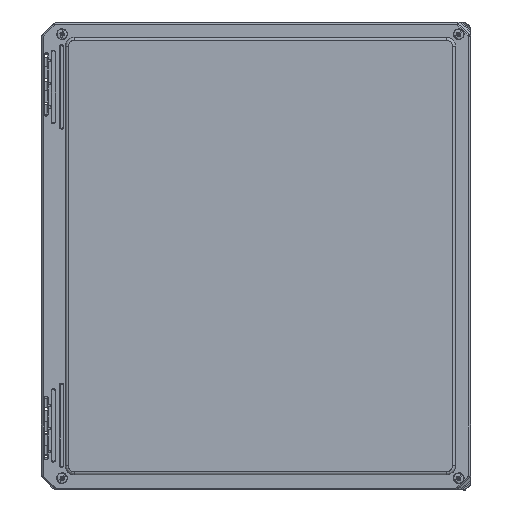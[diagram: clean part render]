
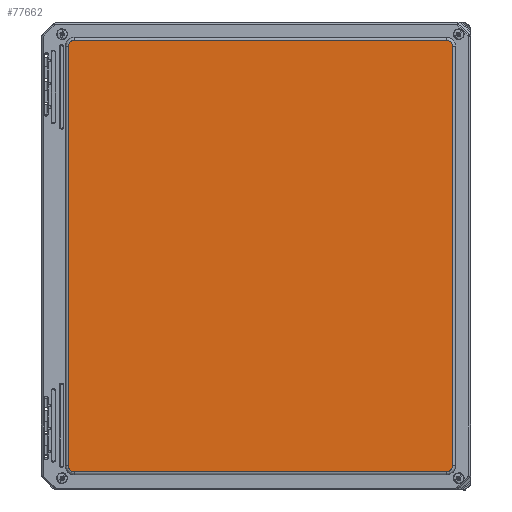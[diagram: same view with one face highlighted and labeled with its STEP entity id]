
A CAD part, top view. The second image highlights one B-rep face of the part: STEP entity #77662.
In plain terms, the highlighted planar face has unit normal (0, 0, 1).
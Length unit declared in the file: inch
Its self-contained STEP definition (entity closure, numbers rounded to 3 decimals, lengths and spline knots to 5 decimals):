
#2424 = LINE ( 'NONE', #51662, #64198 ) ;
#3797 = CARTESIAN_POINT ( 'NONE',  ( 7.87034, -9.13755, 10.34138 ) ) ;
#4099 = ORIENTED_EDGE ( 'NONE', *, *, #71101, .F. ) ;
#4113 = CARTESIAN_POINT ( 'NONE',  ( -0.0005, 9.10405, 10.34138 ) ) ;
#8160 = CARTESIAN_POINT ( 'NONE',  ( 7.88904, -9.13755, 10.34138 ) ) ;
#8527 = B_SPLINE_CURVE_WITH_KNOTS ( 'NONE', 3,
 ( #98274, #27931, #119383, #99127, #38524, #48751, #58942 ),
 .UNSPECIFIED., .F., .F.,
 ( 4, 1, 1, 1, 4 ),
 ( 0., 0.28571, 0.57143, 0.85714, 1. ),
 .UNSPECIFIED. ) ;
#8605 = CARTESIAN_POINT ( 'NONE',  ( 8.03151, -9.08971, 10.34138 ) ) ;
#9913 = CARTESIAN_POINT ( 'NONE',  ( 8.1203, -8.88759, 10.34138 ) ) ;
#16048 = CARTESIAN_POINT ( 'NONE',  ( -8.1213, -8.88759, 10.34138 ) ) ;
#17467 = CARTESIAN_POINT ( 'NONE',  ( 8.1203, -8.92498, 10.34138 ) ) ;
#17811 = CARTESIAN_POINT ( 'NONE',  ( -8.1213, -8.88759, 10.34138 ) ) ;
#20007 = LINE ( 'NONE', #4113, #56489 ) ;
#20556 = EDGE_CURVE ( 'NONE', #101235, #103187, #2424, .T. ) ;
#21928 = DIRECTION ( 'NONE',  ( 0., 0., -1. ) ) ;
#23980 = ORIENTED_EDGE ( 'NONE', *, *, #109029, .F. ) ;
#24183 = CARTESIAN_POINT ( 'NONE',  ( -7.87134, 9.10405, 10.34138 ) ) ;
#25766 = CARTESIAN_POINT ( 'NONE',  ( -8.1213, -8.92498, 10.34138 ) ) ;
#26159 = CARTESIAN_POINT ( 'NONE',  ( -7.87134, -9.13755, 10.34138 ) ) ;
#27698 = VERTEX_POINT ( 'NONE', #3797 ) ;
#27931 = CARTESIAN_POINT ( 'NONE',  ( -8.1213, 8.89149, 10.34138 ) ) ;
#28339 = CARTESIAN_POINT ( 'NONE',  ( -0.0005, -9.13755, 10.34138 ) ) ;
#28956 = ORIENTED_EDGE ( 'NONE', *, *, #20556, .F. ) ;
#29204 = DIRECTION ( 'NONE',  ( -1., 0., 0. ) ) ;
#31318 = CARTESIAN_POINT ( 'NONE',  ( 8.10324, 8.96627, 10.34138 ) ) ;
#34908 = FACE_OUTER_BOUND ( 'NONE', #61212, .T. ) ;
#35499 = CARTESIAN_POINT ( 'NONE',  ( -7.87134, -9.13755, 10.34138 ) ) ;
#37452 = EDGE_CURVE ( 'NONE', #52245, #94709, #20007, .T. ) ;
#38524 = CARTESIAN_POINT ( 'NONE',  ( -7.94614, 9.09779, 10.34138 ) ) ;
#40546 = CARTESIAN_POINT ( 'NONE',  ( -0.0005, -0.01675, 10.34138 ) ) ;
#41106 = CARTESIAN_POINT ( 'NONE',  ( 8.1203, 8.85409, 10.34138 ) ) ;
#41349 = DIRECTION ( 'NONE',  ( 0., 1., 0. ) ) ;
#42790 = LINE ( 'NONE', #28339, #72875 ) ;
#43134 = B_SPLINE_CURVE_WITH_KNOTS ( 'NONE', 3,
 ( #35499, #126539, #127409, #56765, #47005, #77079, #25766, #16048 ),
 .UNSPECIFIED., .F., .F.,
 ( 4, 1, 1, 1, 1, 4 ),
 ( 0., 0.14286, 0.28571, 0.42857, 0.71429, 1. ),
 .UNSPECIFIED. ) ;
#47005 = CARTESIAN_POINT ( 'NONE',  ( -8.04446, -9.07469, 10.34138 ) ) ;
#48751 = CARTESIAN_POINT ( 'NONE',  ( -7.89004, 9.10405, 10.34138 ) ) ;
#49384 = ORIENTED_EDGE ( 'NONE', *, *, #37452, .F. ) ;
#51662 = CARTESIAN_POINT ( 'NONE',  ( 8.1203, -0.01675, 10.34138 ) ) ;
#52245 = VERTEX_POINT ( 'NONE', #24183 ) ;
#53460 = VERTEX_POINT ( 'NONE', #125575 ) ;
#56489 = VECTOR ( 'NONE', #86293, 39.37008 ) ;
#56765 = CARTESIAN_POINT ( 'NONE',  ( -7.9807, -9.11469, 10.34138 ) ) ;
#58942 = CARTESIAN_POINT ( 'NONE',  ( -7.87134, 9.10405, 10.34138 ) ) ;
#60069 = AXIS2_PLACEMENT_3D ( 'NONE', #40546, #21928, #111625 ) ;
#60569 = DIRECTION ( 'NONE',  ( 0., -1., 0. ) ) ;
#60622 = CARTESIAN_POINT ( 'NONE',  ( 7.87034, 9.10405, 10.34138 ) ) ;
#61212 = EDGE_LOOP ( 'NONE', ( #73949, #23980, #82423, #93495, #64032, #28956, #4099, #49384 ) ) ;
#62214 = B_SPLINE_CURVE_WITH_KNOTS ( 'NONE', 3,
 ( #60622, #102044, #100750, #101600, #121524, #31318, #90572, #41106 ),
 .UNSPECIFIED., .F., .F.,
 ( 4, 1, 1, 1, 1, 4 ),
 ( 0., 0.14286, 0.28571, 0.42857, 0.71429, 1. ),
 .UNSPECIFIED. ) ;
#64032 = ORIENTED_EDGE ( 'NONE', *, *, #101214, .F. ) ;
#64198 = VECTOR ( 'NONE', #60569, 39.37008 ) ;
#71101 = EDGE_CURVE ( 'NONE', #94709, #101235, #62214, .T. ) ;
#72875 = VECTOR ( 'NONE', #29204, 39.37008 ) ;
#73949 = ORIENTED_EDGE ( 'NONE', *, *, #95207, .F. ) ;
#77065 = VERTEX_POINT ( 'NONE', #17811 ) ;
#77079 = CARTESIAN_POINT ( 'NONE',  ( -8.10424, -8.99977, 10.34138 ) ) ;
#77662 = ADVANCED_FACE ( 'NONE', ( #34908 ), #112071, .F. ) ;
#80659 = VERTEX_POINT ( 'NONE', #26159 ) ;
#82423 = ORIENTED_EDGE ( 'NONE', *, *, #87123, .F. ) ;
#82807 = VECTOR ( 'NONE', #41349, 39.37008 ) ;
#86293 = DIRECTION ( 'NONE',  ( 1., 0., 0. ) ) ;
#87123 = EDGE_CURVE ( 'NONE', #80659, #77065, #43134, .T. ) ;
#88161 = CARTESIAN_POINT ( 'NONE',  ( 8.10324, -8.99975, 10.34138 ) ) ;
#88594 = CARTESIAN_POINT ( 'NONE',  ( 8.1203, 8.85409, 10.34138 ) ) ;
#89017 = CARTESIAN_POINT ( 'NONE',  ( 7.87034, 9.10405, 10.34138 ) ) ;
#90572 = CARTESIAN_POINT ( 'NONE',  ( 8.1203, 8.89149, 10.34138 ) ) ;
#91678 = CARTESIAN_POINT ( 'NONE',  ( -8.1213, -0.01675, 10.34138 ) ) ;
#93456 = EDGE_CURVE ( 'NONE', #27698, #80659, #42790, .T. ) ;
#93495 = ORIENTED_EDGE ( 'NONE', *, *, #93456, .F. ) ;
#94709 = VERTEX_POINT ( 'NONE', #89017 ) ;
#95207 = EDGE_CURVE ( 'NONE', #53460, #52245, #8527, .T. ) ;
#98274 = CARTESIAN_POINT ( 'NONE',  ( -8.1213, 8.85409, 10.34138 ) ) ;
#98384 = CARTESIAN_POINT ( 'NONE',  ( 7.87034, -9.13755, 10.34138 ) ) ;
#99127 = CARTESIAN_POINT ( 'NONE',  ( -8.03251, 9.05621, 10.34138 ) ) ;
#99429 = B_SPLINE_CURVE_WITH_KNOTS ( 'NONE', 3,
 ( #118185, #17467, #88161, #8605, #119054, #8160, #98384 ),
 .UNSPECIFIED., .F., .F.,
 ( 4, 1, 1, 1, 4 ),
 ( 0., 0.28571, 0.57143, 0.85714, 1. ),
 .UNSPECIFIED. ) ;
#100750 = CARTESIAN_POINT ( 'NONE',  ( 7.92644, 9.09985, 10.34138 ) ) ;
#101214 = EDGE_CURVE ( 'NONE', #103187, #27698, #99429, .T. ) ;
#101235 = VERTEX_POINT ( 'NONE', #88594 ) ;
#101600 = CARTESIAN_POINT ( 'NONE',  ( 7.9797, 9.08119, 10.34138 ) ) ;
#102044 = CARTESIAN_POINT ( 'NONE',  ( 7.88904, 9.10405, 10.34138 ) ) ;
#103187 = VERTEX_POINT ( 'NONE', #9913 ) ;
#109029 = EDGE_CURVE ( 'NONE', #77065, #53460, #109605, .T. ) ;
#109605 = LINE ( 'NONE', #91678, #82807 ) ;
#111625 = DIRECTION ( 'NONE',  ( 1., 0., 0. ) ) ;
#112071 = PLANE ( 'NONE',  #60069 ) ;
#118185 = CARTESIAN_POINT ( 'NONE',  ( 8.1203, -8.88759, 10.34138 ) ) ;
#119054 = CARTESIAN_POINT ( 'NONE',  ( 7.94514, -9.13128, 10.34138 ) ) ;
#119383 = CARTESIAN_POINT ( 'NONE',  ( -8.10424, 8.96626, 10.34138 ) ) ;
#121524 = CARTESIAN_POINT ( 'NONE',  ( 8.04346, 9.0412, 10.34138 ) ) ;
#125575 = CARTESIAN_POINT ( 'NONE',  ( -8.1213, 8.85409, 10.34138 ) ) ;
#126539 = CARTESIAN_POINT ( 'NONE',  ( -7.89004, -9.13755, 10.34138 ) ) ;
#127409 = CARTESIAN_POINT ( 'NONE',  ( -7.92744, -9.13334, 10.34138 ) ) ;
